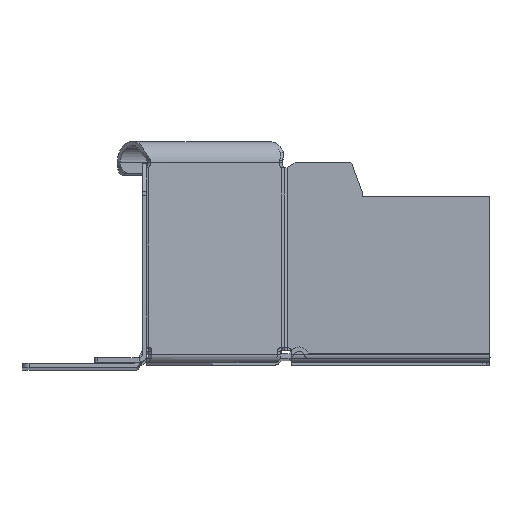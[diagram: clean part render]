
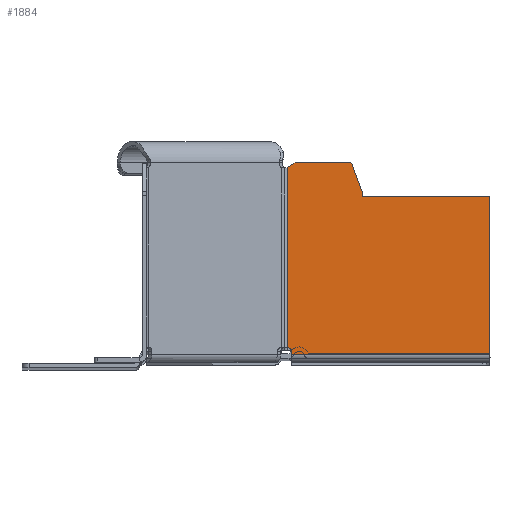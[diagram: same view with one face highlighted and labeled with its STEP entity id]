
A CAD part, top view. The second image highlights one B-rep face of the part: STEP entity #1884.
In plain terms, the highlighted face is planar.
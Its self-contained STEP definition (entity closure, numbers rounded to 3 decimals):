
#452=DIRECTION('',(0.707,0.,-0.707));
#453=VECTOR('',#452,36.5);
#454=CARTESIAN_POINT('',(-56.189,47.5,69.189));
#455=LINE('',#454,#453);
#456=DIRECTION('',(0.,-1.,0.));
#457=VECTOR('',#456,45.25);
#458=CARTESIAN_POINT('',(-56.189,47.5,69.189));
#459=LINE('',#458,#457);
#460=CARTESIAN_POINT('',(-15.456,3.25,28.456));
#461=DIRECTION('',(0.707,0.,0.707));
#462=DIRECTION('',(0.,1.,0.));
#463=AXIS2_PLACEMENT_3D('',#460,#461,#462);
#465=DIRECTION('',(-0.707,0.,0.707));
#466=VECTOR('',#465,0.231);
#467=CARTESIAN_POINT('',(-15.293,4.25,28.293));
#468=LINE('',#467,#466);
#469=DIRECTION('',(0.612,-0.5,-0.612));
#470=VECTOR('',#469,2.58);
#471=CARTESIAN_POINT('',(-16.871,57.,29.871));
#472=LINE('',#471,#470);
#473=CARTESIAN_POINT('',(-28.011,56.5,41.011));
#474=DIRECTION('',(-0.707,0.,-0.707));
#475=DIRECTION('',(-0.664,0.342,0.664));
#476=AXIS2_PLACEMENT_3D('',#473,#474,#475);
#478=DIRECTION('',(0.242,0.94,-0.242));
#479=VECTOR('',#478,8.421);
#480=CARTESIAN_POINT('',(-30.38,48.758,43.38));
#481=LINE('',#480,#479);
#486=DIRECTION('',(0.,-1.,0.));
#487=VECTOR('',#486,1.258);
#488=CARTESIAN_POINT('',(-30.38,48.758,43.38));
#489=LINE('',#488,#487);
#502=DIRECTION('',(-0.707,0.,0.707));
#503=VECTOR('',#502,15.754);
#504=CARTESIAN_POINT('',(-16.871,57.,29.871));
#505=LINE('',#504,#503);
#532=DIRECTION('',(0.707,0.,-0.707));
#533=VECTOR('',#532,56.602);
#534=CARTESIAN_POINT('',(-56.189,2.25,69.189));
#535=LINE('',#534,#533);
#600=DIRECTION('',(0.002,1.,-0.002));
#601=VECTOR('',#600,1.);
#602=CARTESIAN_POINT('',(-16.165,2.25,29.165));
#603=LINE('',#602,#601);
#783=DIRECTION('',(0.,1.,0.));
#784=VECTOR('',#783,51.459);
#785=CARTESIAN_POINT('',(-15.293,4.25,28.293));
#786=LINE('',#785,#784);
#892=CARTESIAN_POINT('',(-16.871,57.,29.871));
#894=VERTEX_POINT('',#892);
#895=CARTESIAN_POINT('',(-28.011,57.,41.011));
#897=VERTEX_POINT('',#895);
#909=CARTESIAN_POINT('',(-15.293,4.25,28.293));
#910=CARTESIAN_POINT('',(-15.291,55.709,28.291));
#911=VERTEX_POINT('',#909);
#912=VERTEX_POINT('',#910);
#915=CARTESIAN_POINT('',(-30.38,48.758,43.38));
#916=CARTESIAN_POINT('',(-28.343,56.671,41.343));
#917=VERTEX_POINT('',#915);
#918=VERTEX_POINT('',#916);
#919=CARTESIAN_POINT('',(-56.189,2.25,69.189));
#920=CARTESIAN_POINT('',(-16.165,2.25,29.165));
#921=VERTEX_POINT('',#919);
#922=VERTEX_POINT('',#920);
#929=CARTESIAN_POINT('',(-15.456,4.25,28.456));
#930=VERTEX_POINT('',#929);
#947=CARTESIAN_POINT('',(-16.163,3.25,29.163));
#948=VERTEX_POINT('',#947);
#1083=CARTESIAN_POINT('',(-56.189,47.5,69.189));
#1085=VERTEX_POINT('',#1083);
#1088=CARTESIAN_POINT('',(-30.38,47.5,43.38));
#1090=VERTEX_POINT('',#1088);
#1855=CARTESIAN_POINT('',(-56.189,2.25,69.189));
#1856=DIRECTION('',(-0.707,0.,-0.707));
#1857=DIRECTION('',(-0.707,0.,0.707));
#1858=AXIS2_PLACEMENT_3D('',#1855,#1856,#1857);
#1859=PLANE('',#1858);
#1861=ORIENTED_EDGE('',*,*,#1860,.T.);
#1862=ORIENTED_EDGE('',*,*,#1845,.F.);
#1864=ORIENTED_EDGE('',*,*,#1863,.T.);
#1866=ORIENTED_EDGE('',*,*,#1865,.T.);
#1868=ORIENTED_EDGE('',*,*,#1867,.T.);
#1870=ORIENTED_EDGE('',*,*,#1869,.F.);
#1872=ORIENTED_EDGE('',*,*,#1871,.F.);
#1874=ORIENTED_EDGE('',*,*,#1873,.T.);
#1875=ORIENTED_EDGE('',*,*,#1804,.F.);
#1877=ORIENTED_EDGE('',*,*,#1876,.T.);
#1879=ORIENTED_EDGE('',*,*,#1878,.F.);
#1881=ORIENTED_EDGE('',*,*,#1880,.F.);
#1882=EDGE_LOOP('',(#1861,#1862,#1864,#1866,#1868,#1870,#1872,#1874,#1875,#1877,
#1879,#1881));
#1883=FACE_OUTER_BOUND('',#1882,.F.);
#1884=ADVANCED_FACE('',(#1883),#1859,.T.);
#464=CIRCLE('',#463,1.);
#477=CIRCLE('',#476,0.5);
#1804=EDGE_CURVE('',#894,#912,#472,.T.);
#1845=EDGE_CURVE('',#1085,#1090,#455,.T.);
#1860=EDGE_CURVE('',#917,#1090,#489,.T.);
#1863=EDGE_CURVE('',#1085,#921,#459,.T.);
#1865=EDGE_CURVE('',#921,#922,#535,.T.);
#1867=EDGE_CURVE('',#922,#948,#603,.T.);
#1869=EDGE_CURVE('',#930,#948,#464,.T.);
#1871=EDGE_CURVE('',#911,#930,#468,.T.);
#1873=EDGE_CURVE('',#911,#912,#786,.T.);
#1876=EDGE_CURVE('',#894,#897,#505,.T.);
#1878=EDGE_CURVE('',#918,#897,#477,.T.);
#1880=EDGE_CURVE('',#917,#918,#481,.T.);
